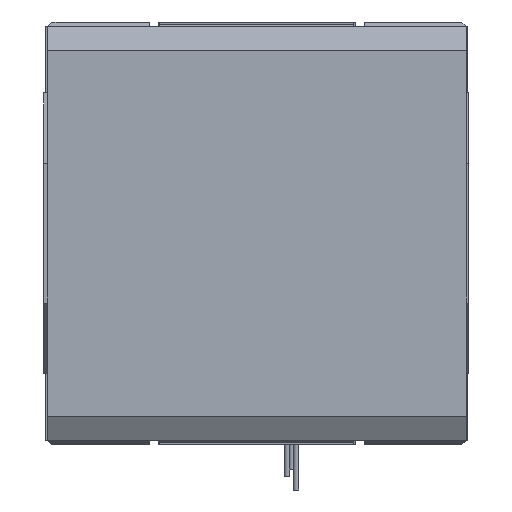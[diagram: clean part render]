
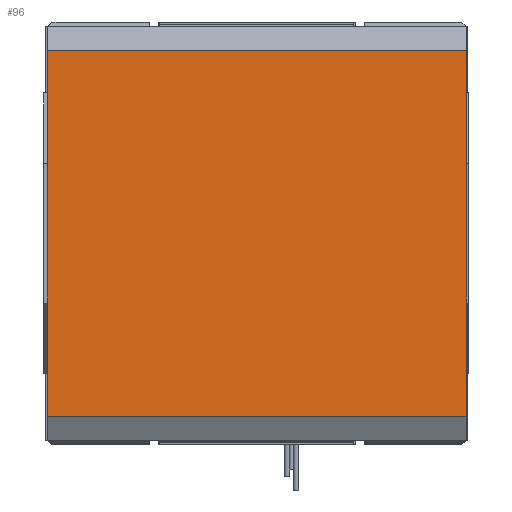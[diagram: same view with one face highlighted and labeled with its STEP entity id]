
A CAD part, front view. The second image highlights one B-rep face of the part: STEP entity #96.
In plain terms, the highlighted planar face has unit normal (0, -1, 0).
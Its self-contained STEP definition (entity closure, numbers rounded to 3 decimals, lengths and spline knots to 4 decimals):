
#96 = ADVANCED_FACE ( 'NONE', ( #4046 ), #17357, .F. ) ;
#835 = CARTESIAN_POINT ( 'NONE',  ( -1.1909, -1.2795, 0. ) ) ;
#4046 = FACE_OUTER_BOUND ( 'NONE', #35149, .T. ) ;
#4393 = CARTESIAN_POINT ( 'NONE',  ( 1.1909, -1.2795, 1.0368 ) ) ;
#6811 = CARTESIAN_POINT ( 'NONE',  ( -1.1909, -1.2795, 1.0368 ) ) ;
#7979 = DIRECTION ( 'NONE',  ( 0., 0., 1. ) ) ;
#8673 = ORIENTED_EDGE ( 'NONE', *, *, #17474, .T. ) ;
#10342 = DIRECTION ( 'NONE',  ( 1., 0., 0. ) ) ;
#11073 = DIRECTION ( 'NONE',  ( 0., 0., -1. ) ) ;
#11860 = LINE ( 'NONE', #14697, #27499 ) ;
#12269 = CARTESIAN_POINT ( 'NONE',  ( -1.1909, -1.2795, -1.0368 ) ) ;
#12620 = VECTOR ( 'NONE', #11073, 39.3701 ) ;
#14697 = CARTESIAN_POINT ( 'NONE',  ( 1.1909, -1.2795, 0. ) ) ;
#17357 = PLANE ( 'NONE',  #22992 ) ;
#17474 = EDGE_CURVE ( 'NONE', #37341, #29567, #30740, .T. ) ;
#18013 = DIRECTION ( 'NONE',  ( 0., 1., 0. ) ) ;
#19045 = VERTEX_POINT ( 'NONE', #31260 ) ;
#22147 = ORIENTED_EDGE ( 'NONE', *, *, #27146, .F. ) ;
#22475 = VECTOR ( 'NONE', #25088, 39.3701 ) ;
#22992 = AXIS2_PLACEMENT_3D ( 'NONE', #30694, #18013, #7979 ) ;
#25088 = DIRECTION ( 'NONE',  ( 1., 0., 0. ) ) ;
#27146 = EDGE_CURVE ( 'NONE', #30553, #19045, #11860, .T. ) ;
#27499 = VECTOR ( 'NONE', #35455, 39.3701 ) ;
#29567 = VERTEX_POINT ( 'NONE', #12269 ) ;
#30553 = VERTEX_POINT ( 'NONE', #4393 ) ;
#30694 = CARTESIAN_POINT ( 'NONE',  ( 1.1909, -1.2795, 1.0368 ) ) ;
#30740 = LINE ( 'NONE', #835, #12620 ) ;
#31260 = CARTESIAN_POINT ( 'NONE',  ( 1.1909, -1.2795, -1.0368 ) ) ;
#32856 = LINE ( 'NONE', #40273, #38560 ) ;
#34841 = EDGE_CURVE ( 'NONE', #37341, #30553, #32856, .T. ) ;
#35149 = EDGE_LOOP ( 'NONE', ( #41314, #22147, #35347, #8673 ) ) ;
#35347 = ORIENTED_EDGE ( 'NONE', *, *, #34841, .F. ) ;
#35455 = DIRECTION ( 'NONE',  ( 0., 0., -1. ) ) ;
#35527 = EDGE_CURVE ( 'NONE', #29567, #19045, #38625, .T. ) ;
#37341 = VERTEX_POINT ( 'NONE', #6811 ) ;
#38560 = VECTOR ( 'NONE', #10342, 39.3701 ) ;
#38625 = LINE ( 'NONE', #41249, #22475 ) ;
#40273 = CARTESIAN_POINT ( 'NONE',  ( 1.1909, -1.2795, 1.0368 ) ) ;
#41249 = CARTESIAN_POINT ( 'NONE',  ( 1.1909, -1.2795, -1.0368 ) ) ;
#41314 = ORIENTED_EDGE ( 'NONE', *, *, #35527, .T. ) ;
